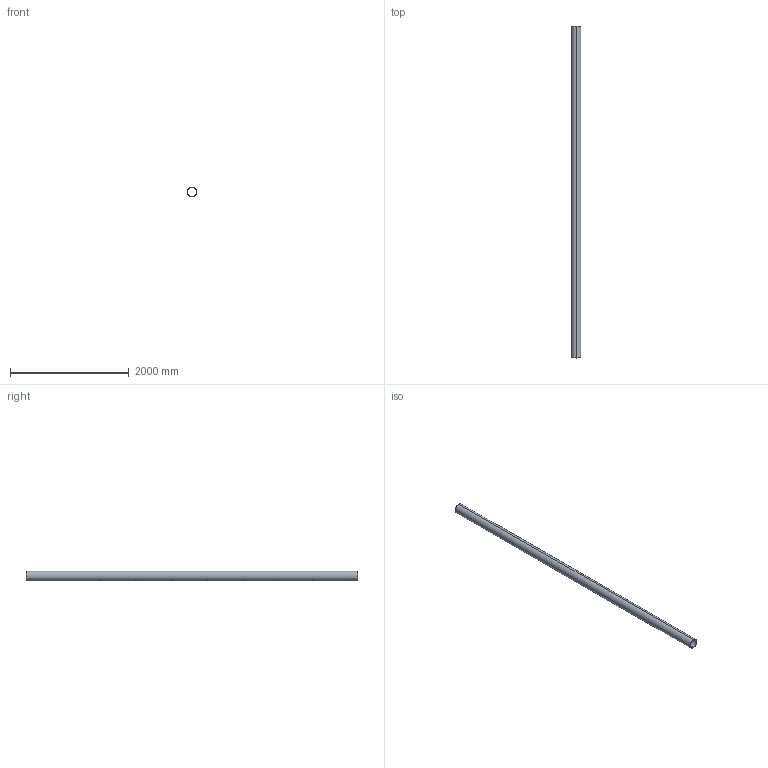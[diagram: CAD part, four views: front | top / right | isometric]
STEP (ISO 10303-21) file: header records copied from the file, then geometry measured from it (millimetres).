
FILE_DESCRIPTION (( 'STEP AP214' ), '1' );
FILE_NAME ('C25026-1201-A.STEP', '2025-11-07T13:59:07', ( '' ), ( '' ), 'SwSTEP 2.0', 'SolidWorks 2025', '' );
FILE_SCHEMA (( 'AUTOMOTIVE_DESIGN' ));
Length unit declared in the file: millimetre
Products named in the file (1): C25026-1201-A
Bounding box: 168.3 x 5600 x 168.3 mm (x, y, z)
Volume: 16895314.1 mm3; surface area: 5650436.3 mm2
Topology: 1 solids, 1 shells, 22 faces, 108 edges, 72 vertices
Faces by surface type: cylinder 20, plane 2
Entity records: 3151 total; most frequent: CARTESIAN_POINT 2363, ORIENTED_EDGE 216, EDGE_CURVE 108, DIRECTION 98, VERTEX_POINT 72, B_SPLINE_CURVE_WITH_KNOTS 64, LINE 36, VECTOR 36
